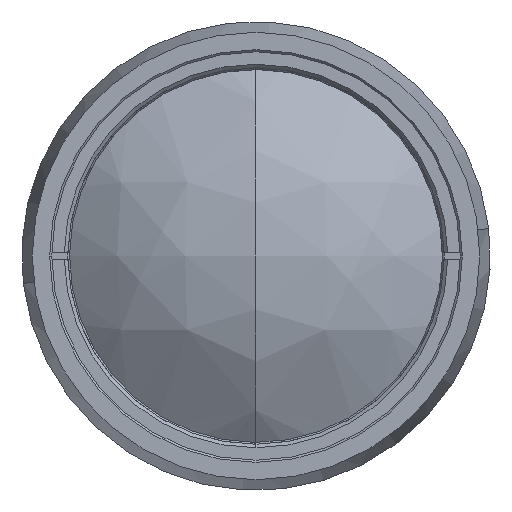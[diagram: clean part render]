
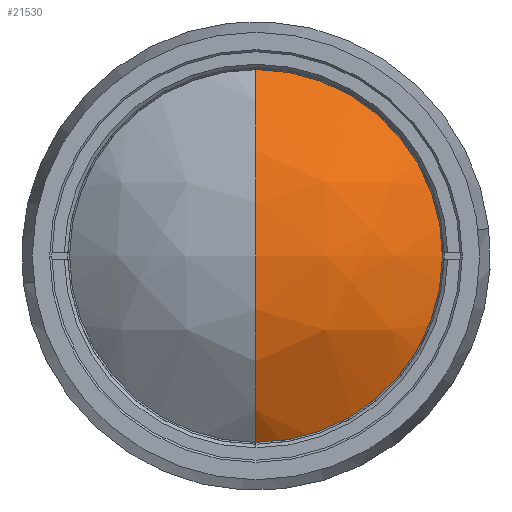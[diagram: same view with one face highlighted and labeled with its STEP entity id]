
A CAD part, left-side view. The second image highlights one B-rep face of the part: STEP entity #21530.
In plain terms, the highlighted free-form (B-spline) face has degree [3, 3] with [4, 4] control points.
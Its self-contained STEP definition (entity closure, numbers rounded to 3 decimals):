
#345 = CARTESIAN_POINT ( 'NONE',  ( -126.269, 0., -28. ) ) ;
#445 = CARTESIAN_POINT ( 'NONE',  ( -129.202, -30.75, -11.132 ) ) ;
#633 =( BOUNDED_SURFACE ( )  B_SPLINE_SURFACE ( 3, 3, ( 
 ( #11223, #19131, #9454, #24965 ),
 ( #1865, #15083, #9718, #22783 ),
 ( #11338, #7690, #15339, #445 ),
 ( #2370, #10203, #14087, #15700 ) ),
 .UNSPECIFIED., .F., .F., .F. ) 
 B_SPLINE_SURFACE_WITH_KNOTS ( ( 4, 4 ),
 ( 4, 4 ),
 ( 0., 1. ),
 ( 0., 1. ),
 .UNSPECIFIED. ) 
 GEOMETRIC_REPRESENTATION_ITEM ( )  RATIONAL_B_SPLINE_SURFACE ( (
 ( 1., 0.961, 0.961, 1.),
 ( 0.847, 0.814, 0.814, 0.847),
 ( 0.847, 0.814, 0.814, 0.847),
 ( 1., 0.961, 0.961, 1.) ) ) 
 REPRESENTATION_ITEM ( '' )  SURFACE ( )  );
#905 = EDGE_CURVE ( 'NONE', #19834, #5820, #9362, .T. ) ;
#1865 = CARTESIAN_POINT ( 'NONE',  ( -140.239, 0., 11.132 ) ) ;
#2370 = CARTESIAN_POINT ( 'NONE',  ( -126.038, 0., -28.281 ) ) ;
#3330 = ORIENTED_EDGE ( 'NONE', *, *, #22343, .T. ) ;
#4021 = AXIS2_PLACEMENT_3D ( 'NONE', #23780, #13953, #21513 ) ;
#5820 = VERTEX_POINT ( 'NONE', #345 ) ;
#6026 = CIRCLE ( 'NONE', #4021, 28. ) ;
#7690 = CARTESIAN_POINT ( 'NONE',  ( -140.239, -11.334, -11.132 ) ) ;
#9362 = CIRCLE ( 'NONE', #22222, 44.342 ) ;
#9454 = CARTESIAN_POINT ( 'NONE',  ( -123.334, -15.541, 28.281 ) ) ;
#9718 = CARTESIAN_POINT ( 'NONE',  ( -136.41, -22.002, 11.132 ) ) ;
#10203 = CARTESIAN_POINT ( 'NONE',  ( -126.038, -8.006, -28.281 ) ) ;
#11098 = EDGE_LOOP ( 'NONE', ( #3330, #17524 ) ) ;
#11223 = CARTESIAN_POINT ( 'NONE',  ( -126.038, 0., 28.281 ) ) ;
#11338 = CARTESIAN_POINT ( 'NONE',  ( -140.239, 0., -11.132 ) ) ;
#13953 = DIRECTION ( 'NONE',  ( -1., 0., 0. ) ) ;
#14087 = CARTESIAN_POINT ( 'NONE',  ( -123.334, -15.541, -28.281 ) ) ;
#15037 = CARTESIAN_POINT ( 'NONE',  ( -91.886, 0., 0. ) ) ;
#15083 = CARTESIAN_POINT ( 'NONE',  ( -140.239, -11.334, 11.132 ) ) ;
#15339 = CARTESIAN_POINT ( 'NONE',  ( -136.41, -22.002, -11.132 ) ) ;
#15700 = CARTESIAN_POINT ( 'NONE',  ( -118.243, -21.719, -28.281 ) ) ;
#17232 = FACE_OUTER_BOUND ( 'NONE', #11098, .T. ) ;
#17315 = DIRECTION ( 'NONE',  ( 0., -1., 0. ) ) ;
#17524 = ORIENTED_EDGE ( 'NONE', *, *, #905, .T. ) ;
#19131 = CARTESIAN_POINT ( 'NONE',  ( -126.038, -8.006, 28.281 ) ) ;
#19834 = VERTEX_POINT ( 'NONE', #22160 ) ;
#21095 = DIRECTION ( 'NONE',  ( 0., 0., 1. ) ) ;
#21513 = DIRECTION ( 'NONE',  ( 0., 0., -1. ) ) ;
#21530 = ADVANCED_FACE ( 'NONE', ( #17232 ), #633, .T. ) ;
#22160 = CARTESIAN_POINT ( 'NONE',  ( -126.269, 0., 28. ) ) ;
#22222 = AXIS2_PLACEMENT_3D ( 'NONE', #15037, #17315, #21095 ) ;
#22343 = EDGE_CURVE ( 'NONE', #5820, #19834, #6026, .T. ) ;
#22783 = CARTESIAN_POINT ( 'NONE',  ( -129.202, -30.75, 11.132 ) ) ;
#23780 = CARTESIAN_POINT ( 'NONE',  ( -126.269, 0., 0. ) ) ;
#24965 = CARTESIAN_POINT ( 'NONE',  ( -118.243, -21.719, 28.281 ) ) ;
